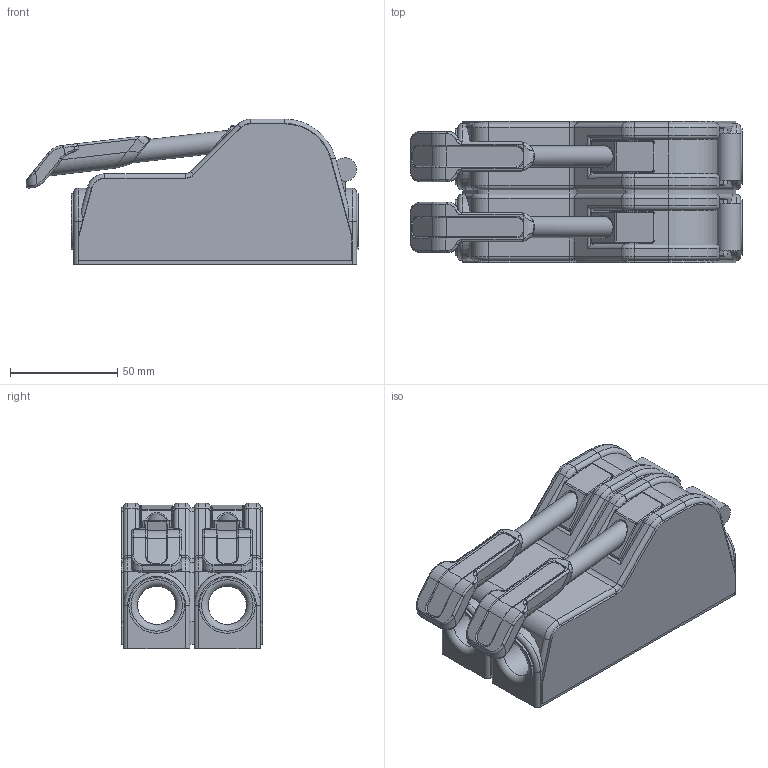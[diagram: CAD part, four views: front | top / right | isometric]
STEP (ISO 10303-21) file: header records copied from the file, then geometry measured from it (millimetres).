
FILE_DESCRIPTION(/* description */ (''),/* implementation_level */ '2;1');
FILE_NAME(/* name */ '507.122.stp',/* time_stamp */ '2015-11-12T11:35:50+01:00',/* author */ ('Samuele'),/* organization */ (''),/* preprocessor_version */ 'ST-DEVELOPER v16.1',/* originating_system */ 'Autodesk Inventor 2016',/* authorisation */ '');
FILE_SCHEMA (('AUTOMOTIVE_DESIGN { 1 0 10303 214 3 1 1 }'));
Length unit declared in the file: millimetre
Products named in the file (1): 507122
Bounding box: 154.97 x 66 x 68 mm (x, y, z)
Volume: 388370.3 mm3; surface area: 82051.1 mm2
Topology: 1 solids, 5 shells, 622 faces, 1557 edges, 952 vertices
Faces by surface type: plane 258, cylinder 214, torus 80, bspline 70
Full cylindrical faces by diameter (mm): 8.5 x4, 10 x2, 17.843 x2, 26 x4
Entity records: 22599 total; most frequent: CARTESIAN_POINT 8078, DIRECTION 3025, ORIENTED_EDGE 3000, EDGE_CURVE 1500, AXIS2_PLACEMENT_3D 1099, VERTEX_POINT 926, LINE 827, VECTOR 827
